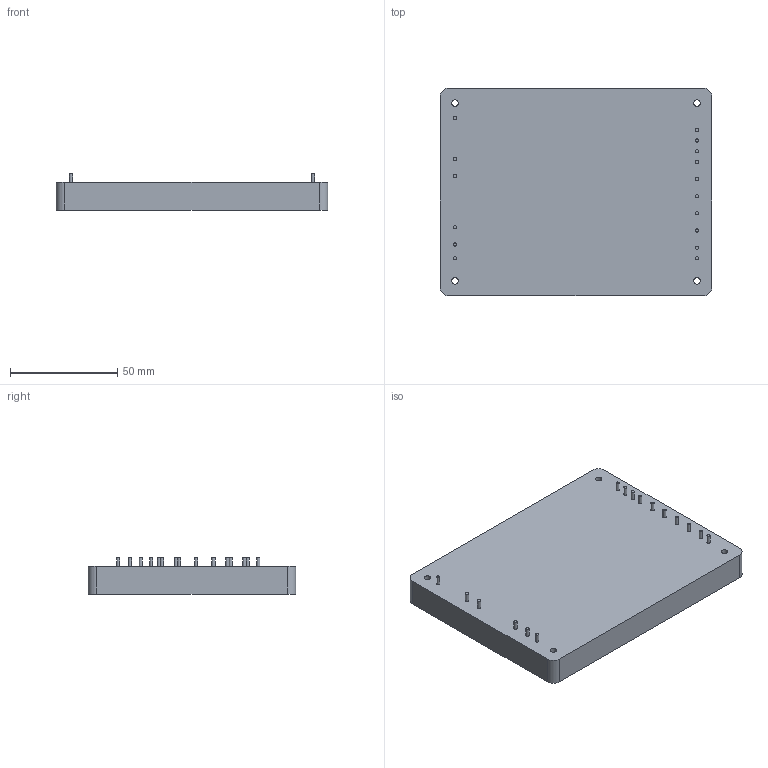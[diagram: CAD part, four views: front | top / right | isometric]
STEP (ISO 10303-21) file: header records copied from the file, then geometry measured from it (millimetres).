
FILE_DESCRIPTION(('STEP AP214'), '1');
FILE_NAME('ìäì480_1', '2017-10-05T13:35:36', ('user'), (''), 'ASCON STEP Converter 1.3', 'ASCON Math Kernel', '');
FILE_SCHEMA(('AUTOMOTIVE_DESIGN { 1 0 10303 214 3 1 1}'));
Length unit declared in the file: millimetre
Bounding box: 127 x 97 x 17 mm (x, y, z)
Volume: 159714 mm3; surface area: 31080.4 mm2
Topology: 1 solids, 1 shells, 46 faces, 84 edges, 56 vertices
Faces by surface type: cylinder 24, plane 22
Full cylindrical faces by diameter (mm): 1.5 x16, 3 x4
Entity records: 1484 total; most frequent: DIRECTION 206, CARTESIAN_POINT 167, ORIENTED_EDGE 128, AXIS2_PLACEMENT_3D 95, EDGE_LOOP 90, EDGE_CURVE 64, VERTEX_POINT 56, FACE_BOUND 50
